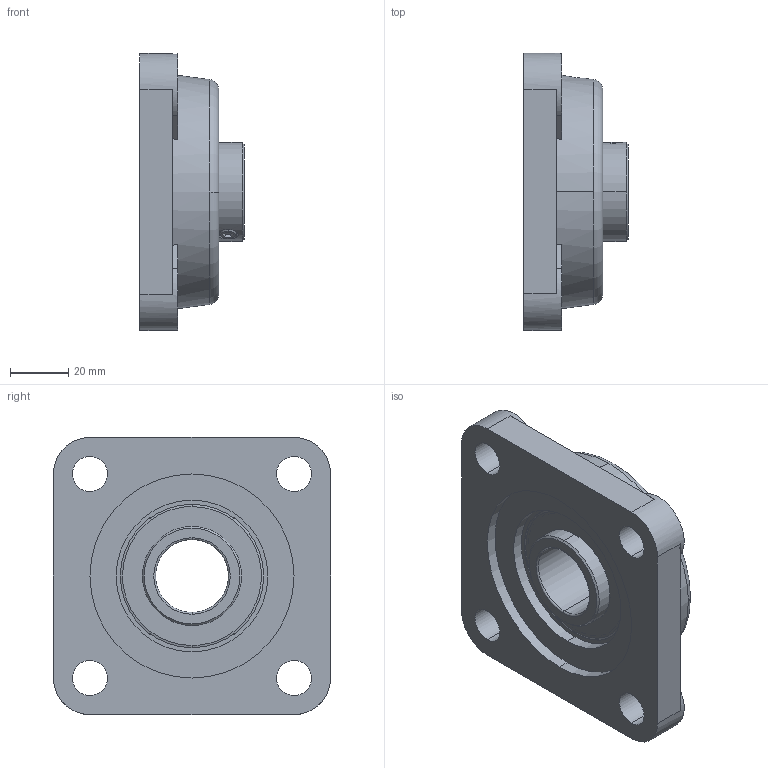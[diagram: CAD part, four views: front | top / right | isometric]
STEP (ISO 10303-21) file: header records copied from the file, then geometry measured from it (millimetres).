
FILE_DESCRIPTION (( 'STEP AP203' ), '1' );
FILE_NAME ('UCF-205.STEP', '2022-02-24T11:20:22', ( '' ), ( '' ), 'SwSTEP 2.0', 'SolidWorks 2018', '' );
FILE_SCHEMA (( 'CONFIG_CONTROL_DESIGN' ));
Length unit declared in the file: millimetre
Products named in the file (1): UCF-205
Bounding box: 35.7 x 95 x 95 mm (x, y, z)
Volume: 135086.3 mm3; surface area: 37822.5 mm2
Topology: 1 solids, 3 shells, 146 faces, 346 edges, 222 vertices
Faces by surface type: cylinder 51, plane 49, cone 21, bspline 19, torus 6
Entity records: 5010 total; most frequent: CARTESIAN_POINT 1561, DIRECTION 712, ORIENTED_EDGE 692, EDGE_CURVE 346, AXIS2_PLACEMENT_3D 285, VERTEX_POINT 222, EDGE_LOOP 176, CIRCLE 157
